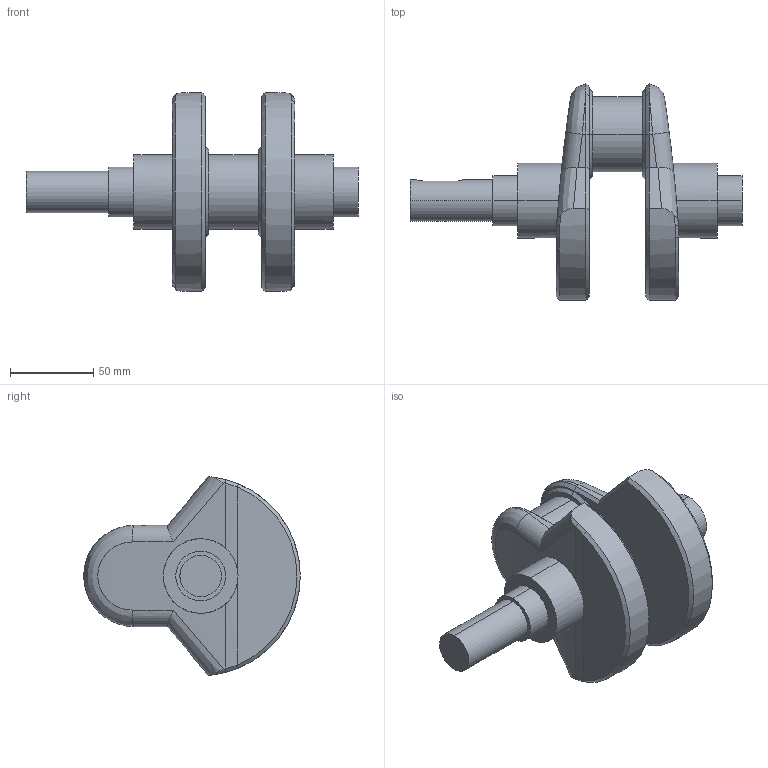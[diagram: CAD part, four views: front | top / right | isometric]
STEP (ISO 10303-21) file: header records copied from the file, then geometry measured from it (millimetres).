
FILE_DESCRIPTION (( 'STEP AP203' ), '1' );
FILE_NAME ('crankshaft_Default_sldprt.STEP', '2025-10-06T18:16:08', ( '' ), ( '' ), 'SwSTEP 2.0', 'SolidWorks 2025', '' );
FILE_SCHEMA (( 'CONFIG_CONTROL_DESIGN' ));
Length unit declared in the file: millimetre
Products named in the file (1): crankshaft_Default_sldprt
Bounding box: 200 x 130.47 x 119.63 mm (x, y, z)
Volume: 525949 mm3; surface area: 65686.3 mm2
Topology: 1 solids, 1 shells, 88 faces, 206 edges, 128 vertices
Faces by surface type: plane 30, cylinder 26, bspline 16, cone 12, torus 4
Entity records: 4074 total; most frequent: CARTESIAN_POINT 2152, ORIENTED_EDGE 412, DIRECTION 334, EDGE_CURVE 206, AXIS2_PLACEMENT_3D 133, VERTEX_POINT 128, EDGE_LOOP 96, FACE_OUTER_BOUND 88
